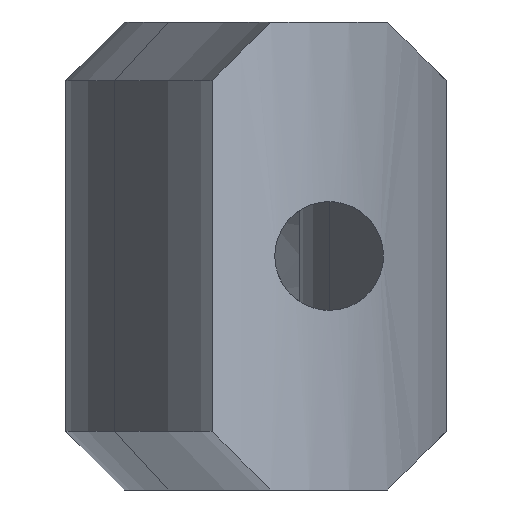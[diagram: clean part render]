
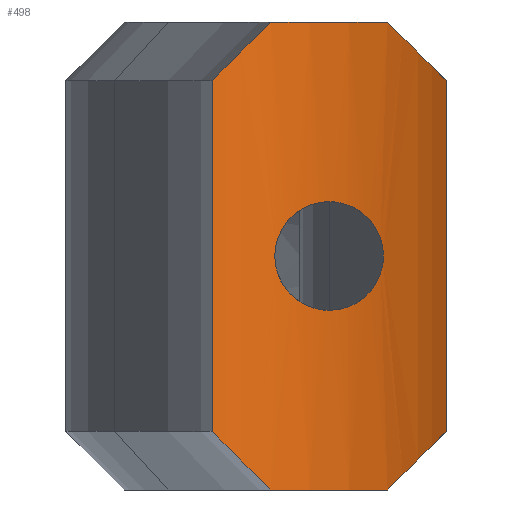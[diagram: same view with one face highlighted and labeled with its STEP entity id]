
A CAD part, left-side view. The second image highlights one B-rep face of the part: STEP entity #498.
In plain terms, the highlighted cylindrical face has radius 2 mm (diameter 4 mm), a partial arc.
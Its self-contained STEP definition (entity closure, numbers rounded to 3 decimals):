
#40=FACE_BOUND('',#76,.T.);
#41=B_SPLINE_CURVE_WITH_KNOTS('',3,(#796,#797,#798,#799,#800,#801,#802,
#803,#804,#805,#806,#807,#808,#809,#810,#811,#812,#813,#814,#815,#816,#817,
#818,#819,#820,#821),.UNSPECIFIED.,.F.,.F.,(4,2,2,2,2,2,2,2,2,2,2,2,4),
(0.,0.018,0.035,0.053,0.07,
0.088,0.105,0.123,0.141,
0.158,0.176,0.193,0.211),
 .UNSPECIFIED.);
#42=B_SPLINE_CURVE_WITH_KNOTS('',3,(#822,#823,#824,#825,#826,#827,#828,
#829,#830,#831),.UNSPECIFIED.,.F.,.F.,(4,2,2,2,4),(0.211,0.228,
0.246,0.263,0.281),.UNSPECIFIED.);
#43=FACE_OUTER_BOUND('',#75,.T.);
#75=EDGE_LOOP('',(#343,#344,#345,#346,#347,#348,#349,#350));
#76=EDGE_LOOP('',(#351,#352));
#108=CIRCLE('',#553,2.);
#109=CIRCLE('',#556,2.);
#132=LINE('',#782,#176);
#133=LINE('',#790,#177);
#176=VECTOR('',#616,10.);
#177=VECTOR('',#623,10.);
#220=ELLIPSE('',#551,2.828,2.);
#221=ELLIPSE('',#552,2.828,2.);
#222=ELLIPSE('',#554,2.828,2.);
#223=ELLIPSE('',#555,2.828,2.);
#224=VERTEX_POINT('',#778);
#225=VERTEX_POINT('',#779);
#226=VERTEX_POINT('',#781);
#227=VERTEX_POINT('',#783);
#228=VERTEX_POINT('',#785);
#229=VERTEX_POINT('',#787);
#230=VERTEX_POINT('',#789);
#231=VERTEX_POINT('',#791);
#232=VERTEX_POINT('',#794);
#233=VERTEX_POINT('',#795);
#269=EDGE_CURVE('',#224,#225,#220,.T.);
#270=EDGE_CURVE('',#226,#224,#132,.T.);
#271=EDGE_CURVE('',#227,#226,#221,.T.);
#272=EDGE_CURVE('',#228,#227,#108,.T.);
#273=EDGE_CURVE('',#229,#228,#222,.T.);
#274=EDGE_CURVE('',#230,#229,#133,.T.);
#275=EDGE_CURVE('',#231,#230,#223,.T.);
#276=EDGE_CURVE('',#225,#231,#109,.T.);
#277=EDGE_CURVE('',#232,#233,#41,.T.);
#278=EDGE_CURVE('',#233,#232,#42,.T.);
#343=ORIENTED_EDGE('',*,*,#269,.F.);
#344=ORIENTED_EDGE('',*,*,#270,.F.);
#345=ORIENTED_EDGE('',*,*,#271,.F.);
#346=ORIENTED_EDGE('',*,*,#272,.F.);
#347=ORIENTED_EDGE('',*,*,#273,.F.);
#348=ORIENTED_EDGE('',*,*,#274,.F.);
#349=ORIENTED_EDGE('',*,*,#275,.F.);
#350=ORIENTED_EDGE('',*,*,#276,.F.);
#351=ORIENTED_EDGE('',*,*,#277,.F.);
#352=ORIENTED_EDGE('',*,*,#278,.F.);
#491=CYLINDRICAL_SURFACE('',#550,2.);
#498=ADVANCED_FACE('',(#43,#40),#491,.F.);
#550=AXIS2_PLACEMENT_3D('',#777,#612,#613);
#551=AXIS2_PLACEMENT_3D('',#780,#614,#615);
#552=AXIS2_PLACEMENT_3D('',#784,#617,#618);
#553=AXIS2_PLACEMENT_3D('',#786,#619,#620);
#554=AXIS2_PLACEMENT_3D('',#788,#621,#622);
#555=AXIS2_PLACEMENT_3D('',#792,#624,#625);
#556=AXIS2_PLACEMENT_3D('',#793,#626,#627);
#612=DIRECTION('center_axis',(0.,0.,1.));
#613=DIRECTION('ref_axis',(1.,0.,0.));
#614=DIRECTION('center_axis',(0.,0.707,0.707));
#615=DIRECTION('ref_axis',(0.,0.707,-0.707));
#616=DIRECTION('',(0.,0.,-1.));
#617=DIRECTION('center_axis',(0.,0.707,-0.707));
#618=DIRECTION('ref_axis',(0.,0.707,0.707));
#619=DIRECTION('center_axis',(0.,0.,-1.));
#620=DIRECTION('ref_axis',(1.,0.,0.));
#621=DIRECTION('center_axis',(0.,-0.707,-0.707));
#622=DIRECTION('ref_axis',(0.,0.707,-0.707));
#623=DIRECTION('',(0.,0.,1.));
#624=DIRECTION('center_axis',(0.,-0.707,0.707));
#625=DIRECTION('ref_axis',(0.,0.707,0.707));
#626=DIRECTION('center_axis',(0.,0.,1.));
#627=DIRECTION('ref_axis',(1.,0.,0.));
#777=CARTESIAN_POINT('Origin',(-1.732,0.,
-2.));
#778=CARTESIAN_POINT('',(0.,-1.,-1.5));
#779=CARTESIAN_POINT('',(0.204,-0.5,-2.));
#780=CARTESIAN_POINT('Origin',(-1.732,0.,
-2.5));
#781=CARTESIAN_POINT('',(0.,-1.,1.5));
#782=CARTESIAN_POINT('',(0.,-1.,0.));
#783=CARTESIAN_POINT('',(0.204,-0.5,2.));
#784=CARTESIAN_POINT('Origin',(-1.732,0.,
2.5));
#785=CARTESIAN_POINT('',(0.204,0.5,2.));
#786=CARTESIAN_POINT('Origin',(-1.732,0.,
2.));
#787=CARTESIAN_POINT('',(0.,1.,1.5));
#788=CARTESIAN_POINT('Origin',(-1.732,0.,
2.5));
#789=CARTESIAN_POINT('',(0.,1.,-1.5));
#790=CARTESIAN_POINT('',(0.,1.,0.));
#791=CARTESIAN_POINT('',(0.204,0.5,-2.));
#792=CARTESIAN_POINT('Origin',(-1.732,0.,
-2.5));
#793=CARTESIAN_POINT('Origin',(-1.732,0.,
-2.));
#794=CARTESIAN_POINT('',(0.213,-0.465,0.));
#795=CARTESIAN_POINT('',(0.268,0.,-0.465));
#796=CARTESIAN_POINT('Ctrl Pts',(0.213,-0.465,0.));
#797=CARTESIAN_POINT('Ctrl Pts',(0.213,-0.465,0.059));
#798=CARTESIAN_POINT('Ctrl Pts',(0.216,-0.453,0.121));
#799=CARTESIAN_POINT('Ctrl Pts',(0.227,-0.405,0.235));
#800=CARTESIAN_POINT('Ctrl Pts',(0.234,-0.37,0.287));
#801=CARTESIAN_POINT('Ctrl Pts',(0.248,-0.287,0.37));
#802=CARTESIAN_POINT('Ctrl Pts',(0.255,-0.235,0.405));
#803=CARTESIAN_POINT('Ctrl Pts',(0.265,-0.121,0.453));
#804=CARTESIAN_POINT('Ctrl Pts',(0.268,-0.059,
0.465));
#805=CARTESIAN_POINT('Ctrl Pts',(0.268,0.059,0.465));
#806=CARTESIAN_POINT('Ctrl Pts',(0.265,0.121,0.453));
#807=CARTESIAN_POINT('Ctrl Pts',(0.255,0.235,0.405));
#808=CARTESIAN_POINT('Ctrl Pts',(0.248,0.287,0.37));
#809=CARTESIAN_POINT('Ctrl Pts',(0.234,0.37,0.287));
#810=CARTESIAN_POINT('Ctrl Pts',(0.227,0.405,0.235));
#811=CARTESIAN_POINT('Ctrl Pts',(0.216,0.453,0.121));
#812=CARTESIAN_POINT('Ctrl Pts',(0.213,0.465,0.059));
#813=CARTESIAN_POINT('Ctrl Pts',(0.213,0.465,-0.059));
#814=CARTESIAN_POINT('Ctrl Pts',(0.216,0.453,-0.121));
#815=CARTESIAN_POINT('Ctrl Pts',(0.227,0.405,-0.235));
#816=CARTESIAN_POINT('Ctrl Pts',(0.234,0.37,-0.287));
#817=CARTESIAN_POINT('Ctrl Pts',(0.248,0.287,-0.37));
#818=CARTESIAN_POINT('Ctrl Pts',(0.255,0.235,-0.405));
#819=CARTESIAN_POINT('Ctrl Pts',(0.265,0.121,-0.453));
#820=CARTESIAN_POINT('Ctrl Pts',(0.268,0.059,-0.465));
#821=CARTESIAN_POINT('Ctrl Pts',(0.268,0.,
-0.465));
#822=CARTESIAN_POINT('Ctrl Pts',(0.268,0.,
-0.465));
#823=CARTESIAN_POINT('Ctrl Pts',(0.268,-0.059,
-0.465));
#824=CARTESIAN_POINT('Ctrl Pts',(0.265,-0.121,-0.453));
#825=CARTESIAN_POINT('Ctrl Pts',(0.255,-0.235,-0.405));
#826=CARTESIAN_POINT('Ctrl Pts',(0.248,-0.287,-0.37));
#827=CARTESIAN_POINT('Ctrl Pts',(0.234,-0.37,-0.287));
#828=CARTESIAN_POINT('Ctrl Pts',(0.227,-0.405,-0.235));
#829=CARTESIAN_POINT('Ctrl Pts',(0.216,-0.453,-0.121));
#830=CARTESIAN_POINT('Ctrl Pts',(0.213,-0.465,-0.059));
#831=CARTESIAN_POINT('Ctrl Pts',(0.213,-0.465,0.));
